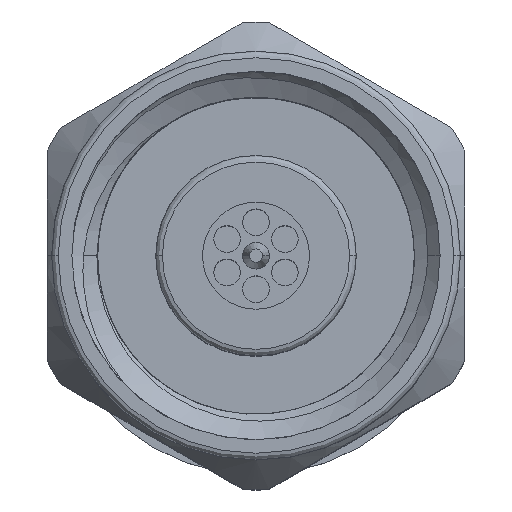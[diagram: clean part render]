
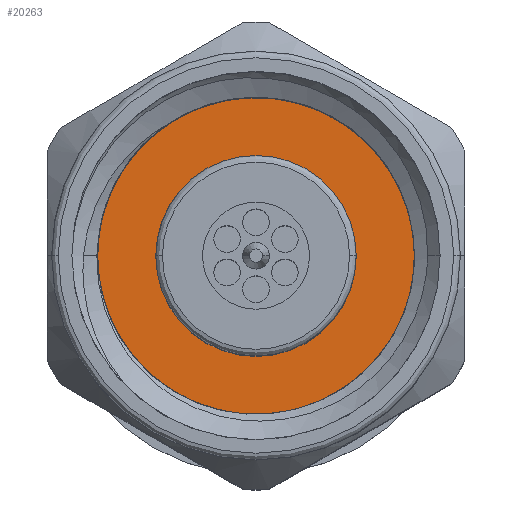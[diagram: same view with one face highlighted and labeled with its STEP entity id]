
A CAD part, top view. The second image highlights one B-rep face of the part: STEP entity #20263.
In plain terms, the highlighted face is planar.
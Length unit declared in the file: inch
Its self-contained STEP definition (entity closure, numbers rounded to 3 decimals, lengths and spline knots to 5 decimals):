
#1765 = DIRECTION ( 'NONE',  ( 0., 0., 1. ) ) ;
#2670 = AXIS2_PLACEMENT_3D ( 'NONE', #19317, #2707, #4567 ) ;
#2707 = DIRECTION ( 'NONE',  ( -1., 0., 0. ) ) ;
#3106 = CARTESIAN_POINT ( 'NONE',  ( 0.3, 0., 0.1378 ) ) ;
#3153 = DIRECTION ( 'NONE',  ( 0., 0., 1. ) ) ;
#4567 = DIRECTION ( 'NONE',  ( 0., 0., 1. ) ) ;
#4624 = CIRCLE ( 'NONE', #6031, 0.1378 ) ;
#4792 = FACE_OUTER_BOUND ( 'NONE', #13956, .T. ) ;
#5001 = DIRECTION ( 'NONE',  ( -1., 0., 0. ) ) ;
#5156 = DIRECTION ( 'NONE',  ( -1., 0., 0. ) ) ;
#5892 = CARTESIAN_POINT ( 'NONE',  ( 0.3, 0., -0.1378 ) ) ;
#5979 = AXIS2_PLACEMENT_3D ( 'NONE', #11351, #5001, #3153 ) ;
#6031 = AXIS2_PLACEMENT_3D ( 'NONE', #16719, #5156, #1765 ) ;
#7405 = EDGE_CURVE ( 'NONE', #9036, #13954, #9307, .T. ) ;
#9036 = VERTEX_POINT ( 'NONE', #5892 ) ;
#9307 = CIRCLE ( 'NONE', #2670, 0.1378 ) ;
#9500 = PLANE ( 'NONE',  #5979 ) ;
#11351 = CARTESIAN_POINT ( 'NONE',  ( 0.3, 0., 0. ) ) ;
#11969 = ORIENTED_EDGE ( 'NONE', *, *, #12924, .T. ) ;
#12924 = EDGE_CURVE ( 'NONE', #13954, #9036, #4624, .T. ) ;
#13954 = VERTEX_POINT ( 'NONE', #3106 ) ;
#13956 = EDGE_LOOP ( 'NONE', ( #11969, #20591 ) ) ;
#16719 = CARTESIAN_POINT ( 'NONE',  ( 0.3, 0., 0. ) ) ;
#19317 = CARTESIAN_POINT ( 'NONE',  ( 0.3, 0., 0. ) ) ;
#20263 = ADVANCED_FACE ( 'NONE', ( #4792 ), #9500, .T. ) ;
#20591 = ORIENTED_EDGE ( 'NONE', *, *, #7405, .T. ) ;
